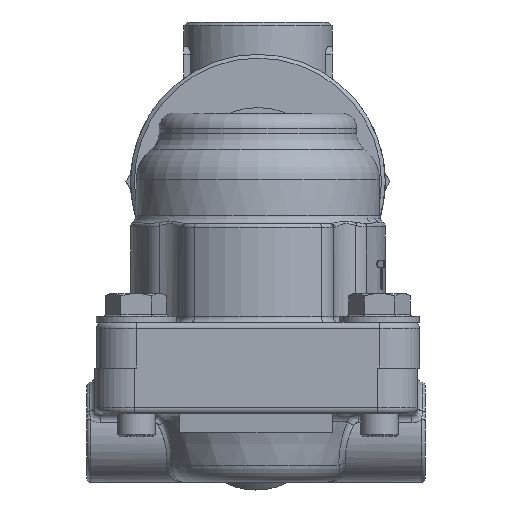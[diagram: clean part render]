
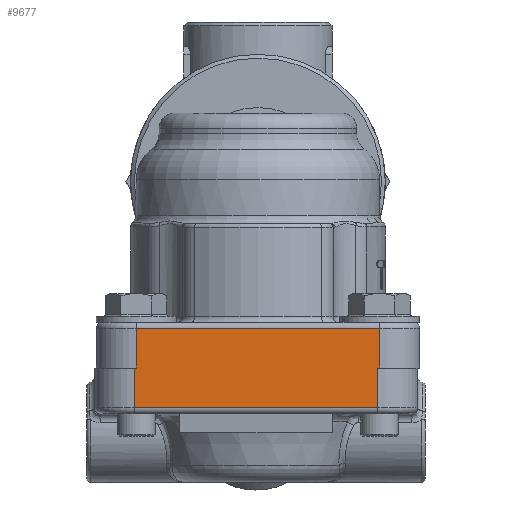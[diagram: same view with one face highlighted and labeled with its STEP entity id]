
A CAD part, left-side view. The second image highlights one B-rep face of the part: STEP entity #9677.
In plain terms, the highlighted planar face has unit normal (-1, 0, 0).
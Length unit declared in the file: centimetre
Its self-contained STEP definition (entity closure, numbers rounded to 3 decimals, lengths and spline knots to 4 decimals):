
#550=LINE('',#14443,#983);
#551=LINE('',#14445,#984);
#552=LINE('',#14447,#985);
#553=LINE('',#14449,#986);
#554=LINE('',#14451,#987);
#555=LINE('',#14453,#988);
#556=LINE('',#14455,#989);
#557=LINE('',#14456,#990);
#983=VECTOR('',#11645,6.4);
#984=VECTOR('',#11646,1.05);
#985=VECTOR('',#11647,0.05);
#986=VECTOR('',#11648,1.05);
#987=VECTOR('',#11649,6.4);
#988=VECTOR('',#11650,1.05);
#989=VECTOR('',#11651,0.05);
#990=VECTOR('',#11652,1.05);
#1561=PLANE('',#10378);
#1922=FACE_OUTER_BOUND('',#2612,.T.);
#2612=EDGE_LOOP('',(#6298,#6299,#6300,#6301,#6302,#6303,#6304,#6305));
#3941=VERTEX_POINT('',#14441);
#3942=VERTEX_POINT('',#14442);
#3943=VERTEX_POINT('',#14444);
#3944=VERTEX_POINT('',#14446);
#3945=VERTEX_POINT('',#14448);
#3946=VERTEX_POINT('',#14450);
#3947=VERTEX_POINT('',#14452);
#3948=VERTEX_POINT('',#14454);
#4836=EDGE_CURVE('',#3941,#3942,#550,.T.);
#4837=EDGE_CURVE('',#3943,#3941,#551,.T.);
#4838=EDGE_CURVE('',#3944,#3943,#552,.T.);
#4839=EDGE_CURVE('',#3944,#3945,#553,.T.);
#4840=EDGE_CURVE('',#3946,#3945,#554,.T.);
#4841=EDGE_CURVE('',#3947,#3946,#555,.T.);
#4842=EDGE_CURVE('',#3948,#3947,#556,.T.);
#4843=EDGE_CURVE('',#3942,#3948,#557,.T.);
#6298=ORIENTED_EDGE('',*,*,#4836,.F.);
#6299=ORIENTED_EDGE('',*,*,#4837,.F.);
#6300=ORIENTED_EDGE('',*,*,#4838,.F.);
#6301=ORIENTED_EDGE('',*,*,#4839,.T.);
#6302=ORIENTED_EDGE('',*,*,#4840,.F.);
#6303=ORIENTED_EDGE('',*,*,#4841,.F.);
#6304=ORIENTED_EDGE('',*,*,#4842,.F.);
#6305=ORIENTED_EDGE('',*,*,#4843,.F.);
#9677=ADVANCED_FACE('',(#1922),#1561,.T.);
#10378=AXIS2_PLACEMENT_3D('',#14440,#11643,#11644);
#11643=DIRECTION('center_axis',(-1.,0.,0.));
#11644=DIRECTION('ref_axis',(0.,0.,1.));
#11645=DIRECTION('',(0.,-1.,0.));
#11646=DIRECTION('',(0.,0.,1.));
#11647=DIRECTION('',(0.,-1.,0.));
#11648=DIRECTION('',(0.,0.,-1.));
#11649=DIRECTION('',(0.,1.,0.));
#11650=DIRECTION('',(0.,0.,-1.));
#11651=DIRECTION('',(0.,1.,0.));
#11652=DIRECTION('',(0.,0.,-1.));
#14440=CARTESIAN_POINT('Origin',(-7.0741,3.3071,-7.1379));
#14441=CARTESIAN_POINT('',(-7.0741,10.7571,-6.0879));
#14442=CARTESIAN_POINT('',(-7.0741,4.3571,-6.0879));
#14443=CARTESIAN_POINT('',(-7.0741,5.4321,-6.0879));
#14444=CARTESIAN_POINT('',(-7.0741,10.7571,-7.1379));
#14445=CARTESIAN_POINT('',(-7.0741,10.7571,-7.1379));
#14446=CARTESIAN_POINT('',(-7.0741,10.8071,-7.1379));
#14447=CARTESIAN_POINT('',(-7.0741,10.8071,-7.1379));
#14448=CARTESIAN_POINT('',(-7.0741,10.8071,-8.1879));
#14449=CARTESIAN_POINT('',(-7.0741,10.8071,-7.1379));
#14450=CARTESIAN_POINT('',(-7.0741,4.4071,-8.1879));
#14451=CARTESIAN_POINT('',(-7.0741,9.2071,-8.1879));
#14452=CARTESIAN_POINT('',(-7.0741,4.4071,-7.1379));
#14453=CARTESIAN_POINT('',(-7.0741,4.4071,-7.1379));
#14454=CARTESIAN_POINT('',(-7.0741,4.3571,-7.1379));
#14455=CARTESIAN_POINT('',(-7.0741,3.3071,-7.1379));
#14456=CARTESIAN_POINT('',(-7.0741,4.3571,-7.1379));
